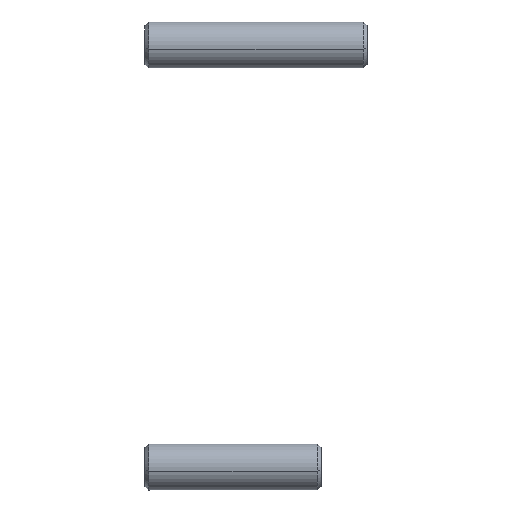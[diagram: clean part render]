
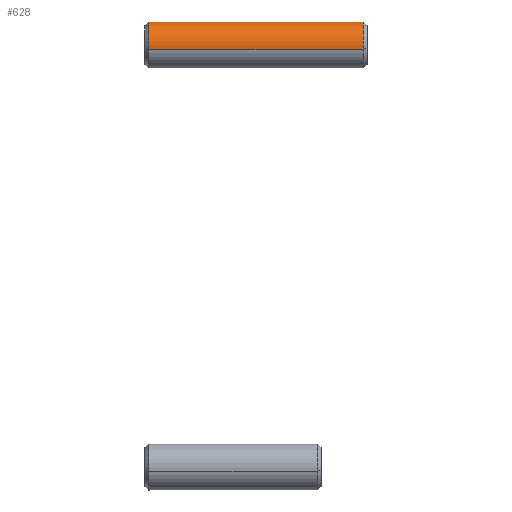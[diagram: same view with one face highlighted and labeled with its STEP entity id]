
A CAD part, top view. The second image highlights one B-rep face of the part: STEP entity #628.
In plain terms, the highlighted cylindrical face has radius 19.05 mm (diameter 38.1 mm), a partial arc.
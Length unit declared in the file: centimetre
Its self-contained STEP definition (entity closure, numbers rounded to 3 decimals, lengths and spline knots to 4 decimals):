
#7 = ORIENTED_EDGE ( 'NONE', *, *, #316, .T. ) ;
#16 = VECTOR ( 'NONE', #816, 100. ) ;
#72 = EDGE_CURVE ( 'NONE', #104, #667, #265, .T. ) ;
#86 = VECTOR ( 'NONE', #354, 100. ) ;
#100 = CARTESIAN_POINT ( 'NONE',  ( 8.89, 134.7431, 85.566 ) ) ;
#102 = EDGE_CURVE ( 'NONE', #804, #104, #535, .T. ) ;
#104 = VERTEX_POINT ( 'NONE', #176 ) ;
#176 = CARTESIAN_POINT ( 'NONE',  ( 8.89, 134.7431, 87.471 ) ) ;
#221 = DIRECTION ( 'NONE',  ( 1., 0., 0. ) ) ;
#229 = AXIS2_PLACEMENT_3D ( 'NONE', #583, #387, #647 ) ;
#233 = CARTESIAN_POINT ( 'NONE',  ( -2229.0169, 134.7431, 87.471 ) ) ;
#240 = AXIS2_PLACEMENT_3D ( 'NONE', #100, #427, #612 ) ;
#250 = FACE_OUTER_BOUND ( 'NONE', #502, .T. ) ;
#265 = CIRCLE ( 'NONE', #240, 1.905 ) ;
#316 = EDGE_CURVE ( 'NONE', #401, #804, #523, .T. ) ;
#354 = DIRECTION ( 'NONE',  ( 1., 0., 0. ) ) ;
#383 = LINE ( 'NONE', #638, #16 ) ;
#387 = DIRECTION ( 'NONE',  ( 1., 0., 0. ) ) ;
#401 = VERTEX_POINT ( 'NONE', #764 ) ;
#427 = DIRECTION ( 'NONE',  ( -1., 0., 0. ) ) ;
#474 = ORIENTED_EDGE ( 'NONE', *, *, #102, .T. ) ;
#497 = CYLINDRICAL_SURFACE ( 'NONE', #648, 1.905 ) ;
#502 = EDGE_LOOP ( 'NONE', ( #7, #474, #672, #642 ) ) ;
#523 = CIRCLE ( 'NONE', #229, 1.905 ) ;
#535 = LINE ( 'NONE', #233, #86 ) ;
#572 = CARTESIAN_POINT ( 'NONE',  ( -8.89, 134.7431, 87.471 ) ) ;
#576 = CARTESIAN_POINT ( 'NONE',  ( 8.89, 134.7431, 83.661 ) ) ;
#583 = CARTESIAN_POINT ( 'NONE',  ( -8.89, 134.7431, 85.566 ) ) ;
#612 = DIRECTION ( 'NONE',  ( 0., 0., -1. ) ) ;
#628 = ADVANCED_FACE ( 'NONE', ( #250 ), #497, .T. ) ;
#638 = CARTESIAN_POINT ( 'NONE',  ( -2229.0169, 134.7431, 83.661 ) ) ;
#642 = ORIENTED_EDGE ( 'NONE', *, *, #655, .F. ) ;
#647 = DIRECTION ( 'NONE',  ( 0., 0., 1. ) ) ;
#648 = AXIS2_PLACEMENT_3D ( 'NONE', #753, #221, #652 ) ;
#652 = DIRECTION ( 'NONE',  ( 0., 0., -1. ) ) ;
#655 = EDGE_CURVE ( 'NONE', #401, #667, #383, .T. ) ;
#667 = VERTEX_POINT ( 'NONE', #576 ) ;
#672 = ORIENTED_EDGE ( 'NONE', *, *, #72, .T. ) ;
#753 = CARTESIAN_POINT ( 'NONE',  ( -2229.0169, 134.7431, 85.566 ) ) ;
#764 = CARTESIAN_POINT ( 'NONE',  ( -8.89, 134.7431, 83.661 ) ) ;
#804 = VERTEX_POINT ( 'NONE', #572 ) ;
#816 = DIRECTION ( 'NONE',  ( 1., 0., 0. ) ) ;
